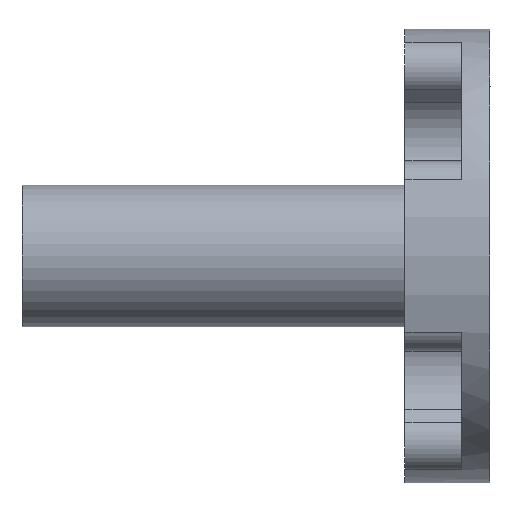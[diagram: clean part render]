
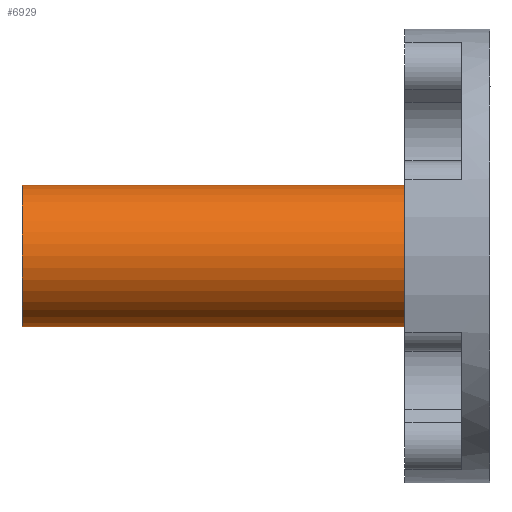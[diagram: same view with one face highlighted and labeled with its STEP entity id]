
A CAD part, left-side view. The second image highlights one B-rep face of the part: STEP entity #6929.
In plain terms, the highlighted cylindrical face has radius 5 mm (diameter 10 mm), a partial arc.
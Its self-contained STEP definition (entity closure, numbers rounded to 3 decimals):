
#79 = VERTEX_POINT ( 'NONE', #20423 ) ;
#226 = AXIS2_PLACEMENT_3D ( 'NONE', #233, #20158, #8583 ) ;
#233 = CARTESIAN_POINT ( 'NONE',  ( 0., 33., 0. ) ) ;
#1931 = CARTESIAN_POINT ( 'NONE',  ( 0., 33., -5. ) ) ;
#2066 = CIRCLE ( 'NONE', #11924, 5. ) ;
#2171 = AXIS2_PLACEMENT_3D ( 'NONE', #4559, #12940, #4398 ) ;
#2430 = EDGE_CURVE ( 'NONE', #4207, #6963, #5386, .T. ) ;
#3386 = EDGE_LOOP ( 'NONE', ( #7161, #5880, #17719, #17961 ) ) ;
#4122 = DIRECTION ( 'NONE',  ( 0., 0., 1. ) ) ;
#4207 = VERTEX_POINT ( 'NONE', #12671 ) ;
#4398 = DIRECTION ( 'NONE',  ( 0., 0., 1. ) ) ;
#4401 = EDGE_CURVE ( 'NONE', #79, #21542, #7918, .T. ) ;
#4559 = CARTESIAN_POINT ( 'NONE',  ( 0., 6., 0. ) ) ;
#5386 = LINE ( 'NONE', #1931, #7995 ) ;
#5880 = ORIENTED_EDGE ( 'NONE', *, *, #15843, .F. ) ;
#6641 = EDGE_CURVE ( 'NONE', #6963, #21542, #11433, .T. ) ;
#6929 = ADVANCED_FACE ( 'NONE', ( #20032 ), #16085, .T. ) ;
#6963 = VERTEX_POINT ( 'NONE', #20080 ) ;
#7161 = ORIENTED_EDGE ( 'NONE', *, *, #4401, .F. ) ;
#7918 = LINE ( 'NONE', #19072, #9493 ) ;
#7995 = VECTOR ( 'NONE', #17029, 1000. ) ;
#8583 = DIRECTION ( 'NONE',  ( 0., 0., -1. ) ) ;
#9194 = DIRECTION ( 'NONE',  ( 0., -1., 0. ) ) ;
#9493 = VECTOR ( 'NONE', #9194, 1000. ) ;
#10898 = CARTESIAN_POINT ( 'NONE',  ( 0., 33., 0. ) ) ;
#11433 = CIRCLE ( 'NONE', #2171, 5. ) ;
#11924 = AXIS2_PLACEMENT_3D ( 'NONE', #10898, #17319, #4122 ) ;
#12671 = CARTESIAN_POINT ( 'NONE',  ( 0., 33., -5. ) ) ;
#12940 = DIRECTION ( 'NONE',  ( 0., 1., 0. ) ) ;
#15843 = EDGE_CURVE ( 'NONE', #4207, #79, #2066, .T. ) ;
#16085 = CYLINDRICAL_SURFACE ( 'NONE', #226, 5. ) ;
#17029 = DIRECTION ( 'NONE',  ( 0., -1., 0. ) ) ;
#17319 = DIRECTION ( 'NONE',  ( 0., 1., 0. ) ) ;
#17719 = ORIENTED_EDGE ( 'NONE', *, *, #2430, .T. ) ;
#17961 = ORIENTED_EDGE ( 'NONE', *, *, #6641, .T. ) ;
#19072 = CARTESIAN_POINT ( 'NONE',  ( 0., 33., 5. ) ) ;
#19842 = CARTESIAN_POINT ( 'NONE',  ( 0., 6., 5. ) ) ;
#20032 = FACE_OUTER_BOUND ( 'NONE', #3386, .T. ) ;
#20080 = CARTESIAN_POINT ( 'NONE',  ( 0., 6., -5. ) ) ;
#20158 = DIRECTION ( 'NONE',  ( 0., -1., 0. ) ) ;
#20423 = CARTESIAN_POINT ( 'NONE',  ( 0., 33., 5. ) ) ;
#21542 = VERTEX_POINT ( 'NONE', #19842 ) ;
